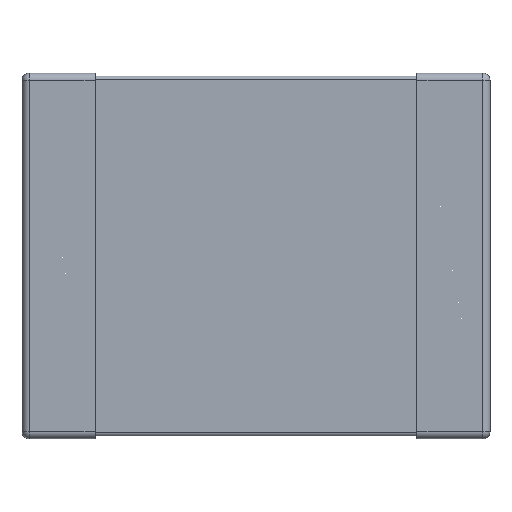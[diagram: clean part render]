
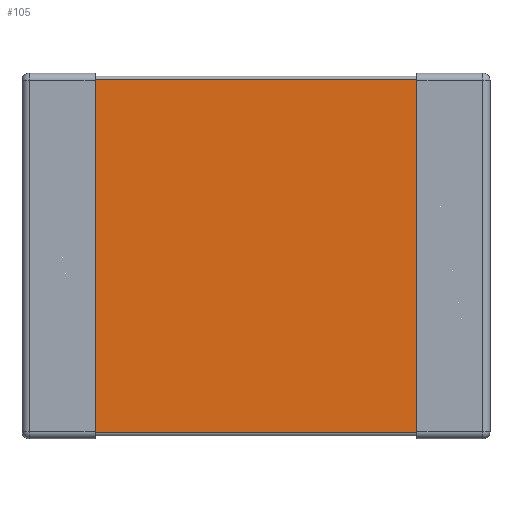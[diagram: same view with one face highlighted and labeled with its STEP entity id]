
A CAD part, front view. The second image highlights one B-rep face of the part: STEP entity #105.
In plain terms, the highlighted planar face has unit normal (0, -1, 0).
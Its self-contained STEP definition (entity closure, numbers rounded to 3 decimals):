
#16 = LINE ( 'NONE', #303, #306 ) ;
#20 = LINE ( 'NONE', #1471, #1439 ) ;
#56 = EDGE_CURVE ( 'NONE', #1231, #1691, #16, .T. ) ;
#105 = ADVANCED_FACE ( 'NONE', ( #1065 ), #417, .F. ) ;
#113 = EDGE_LOOP ( 'NONE', ( #524, #1554, #476, #627 ) ) ;
#114 = CARTESIAN_POINT ( 'NONE',  ( -1.1, 0.02, 1.21 ) ) ;
#193 = CARTESIAN_POINT ( 'NONE',  ( -1.1, 0.02, -1.21 ) ) ;
#203 = EDGE_CURVE ( 'NONE', #1231, #1531, #20, .T. ) ;
#302 = CARTESIAN_POINT ( 'NONE',  ( -1.1, 0.02, 1.23 ) ) ;
#303 = CARTESIAN_POINT ( 'NONE',  ( 0., 0.02, 1.21 ) ) ;
#306 = VECTOR ( 'NONE', #840, 1000. ) ;
#326 = VERTEX_POINT ( 'NONE', #193 ) ;
#417 = PLANE ( 'NONE',  #670 ) ;
#476 = ORIENTED_EDGE ( 'NONE', *, *, #203, .F. ) ;
#524 = ORIENTED_EDGE ( 'NONE', *, *, #1751, .F. ) ;
#590 = CARTESIAN_POINT ( 'NONE',  ( 1.1, 0.02, 1.21 ) ) ;
#627 = ORIENTED_EDGE ( 'NONE', *, *, #56, .T. ) ;
#643 = LINE ( 'NONE', #896, #1382 ) ;
#670 = AXIS2_PLACEMENT_3D ( 'NONE', #1394, #1103, #1244 ) ;
#840 = DIRECTION ( 'NONE',  ( -1., 0., 0. ) ) ;
#896 = CARTESIAN_POINT ( 'NONE',  ( 0., 0.02, -1.21 ) ) ;
#1064 = LINE ( 'NONE', #302, #1696 ) ;
#1065 = FACE_OUTER_BOUND ( 'NONE', #113, .T. ) ;
#1103 = DIRECTION ( 'NONE',  ( 0., 1., 0. ) ) ;
#1183 = EDGE_CURVE ( 'NONE', #326, #1531, #643, .T. ) ;
#1213 = CARTESIAN_POINT ( 'NONE',  ( 1.1, 0.02, -1.21 ) ) ;
#1231 = VERTEX_POINT ( 'NONE', #590 ) ;
#1244 = DIRECTION ( 'NONE',  ( 0., 0., 1. ) ) ;
#1279 = DIRECTION ( 'NONE',  ( 0., 0., 1. ) ) ;
#1310 = DIRECTION ( 'NONE',  ( 1., 0., 0. ) ) ;
#1382 = VECTOR ( 'NONE', #1310, 1000. ) ;
#1394 = CARTESIAN_POINT ( 'NONE',  ( 0., 0.02, 0. ) ) ;
#1439 = VECTOR ( 'NONE', #1731, 1000. ) ;
#1471 = CARTESIAN_POINT ( 'NONE',  ( 1.1, 0.02, 1.23 ) ) ;
#1531 = VERTEX_POINT ( 'NONE', #1213 ) ;
#1554 = ORIENTED_EDGE ( 'NONE', *, *, #1183, .T. ) ;
#1691 = VERTEX_POINT ( 'NONE', #114 ) ;
#1696 = VECTOR ( 'NONE', #1279, 1000. ) ;
#1731 = DIRECTION ( 'NONE',  ( 0., 0., -1. ) ) ;
#1751 = EDGE_CURVE ( 'NONE', #326, #1691, #1064, .T. ) ;
